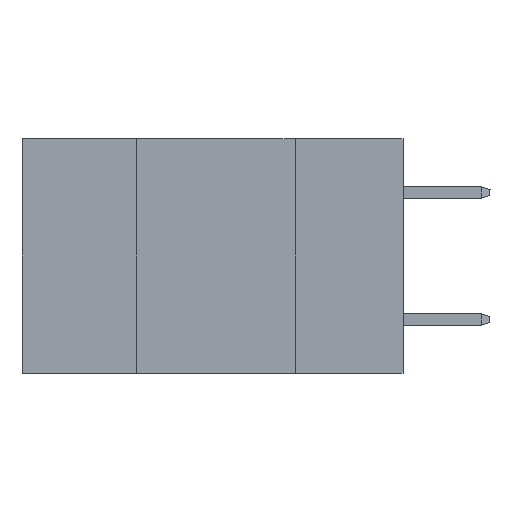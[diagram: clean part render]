
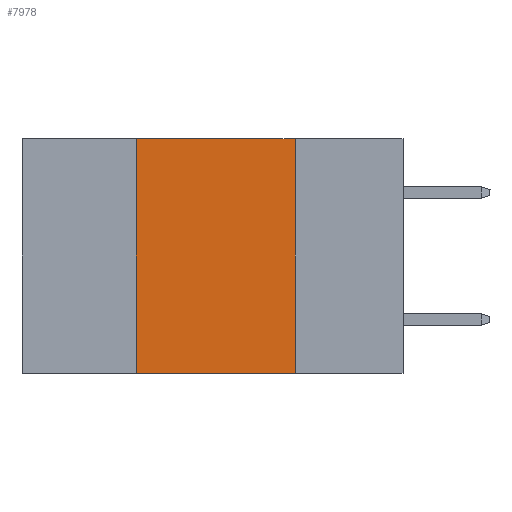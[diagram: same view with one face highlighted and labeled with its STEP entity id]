
A CAD part, left-side view. The second image highlights one B-rep face of the part: STEP entity #7978.
In plain terms, the highlighted planar face has unit normal (-1, 0, 0).
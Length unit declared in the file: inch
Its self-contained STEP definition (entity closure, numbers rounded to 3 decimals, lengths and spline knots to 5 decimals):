
#1070 = EDGE_CURVE ( 'NONE', #11243, #9016, #2665, .T. ) ;
#2134 = EDGE_CURVE ( 'NONE', #20439, #11243, #12968, .T. ) ;
#2665 = LINE ( 'NONE', #18934, #10247 ) ;
#3666 = EDGE_LOOP ( 'NONE', ( #3813, #9094, #4126, #19243 ) ) ;
#3713 = CARTESIAN_POINT ( 'NONE',  ( 0., 0.42, 0. ) ) ;
#3813 = ORIENTED_EDGE ( 'NONE', *, *, #1070, .F. ) ;
#3979 = FACE_OUTER_BOUND ( 'NONE', #3666, .T. ) ;
#4126 = ORIENTED_EDGE ( 'NONE', *, *, #15700, .F. ) ;
#4330 = CARTESIAN_POINT ( 'NONE',  ( 0., 0.42, 0. ) ) ;
#4778 = VECTOR ( 'NONE', #7397, 39.37008 ) ;
#7397 = DIRECTION ( 'NONE',  ( 0., -1., 0. ) ) ;
#7512 = CARTESIAN_POINT ( 'NONE',  ( 0., 0.6, 0. ) ) ;
#7755 = CARTESIAN_POINT ( 'NONE',  ( 0., 0.6, 0. ) ) ;
#7978 = ADVANCED_FACE ( 'NONE', ( #3979 ), #12850, .F. ) ;
#8009 = DIRECTION ( 'NONE',  ( 0., 0., -1. ) ) ;
#8175 = CARTESIAN_POINT ( 'NONE',  ( 0., 0.17, 0. ) ) ;
#9016 = VERTEX_POINT ( 'NONE', #10099 ) ;
#9094 = ORIENTED_EDGE ( 'NONE', *, *, #2134, .F. ) ;
#9578 = AXIS2_PLACEMENT_3D ( 'NONE', #7755, #22443, #20247 ) ;
#10099 = CARTESIAN_POINT ( 'NONE',  ( 0., 0.17, -0.37 ) ) ;
#10247 = VECTOR ( 'NONE', #8009, 39.37008 ) ;
#11243 = VERTEX_POINT ( 'NONE', #8175 ) ;
#11989 = LINE ( 'NONE', #4330, #18314 ) ;
#12850 = PLANE ( 'NONE',  #9578 ) ;
#12968 = LINE ( 'NONE', #7512, #4778 ) ;
#14844 = CARTESIAN_POINT ( 'NONE',  ( 0., 0.42, -0.37 ) ) ;
#15700 = EDGE_CURVE ( 'NONE', #17703, #20439, #11989, .T. ) ;
#16408 = EDGE_CURVE ( 'NONE', #17703, #9016, #20430, .T. ) ;
#17703 = VERTEX_POINT ( 'NONE', #14844 ) ;
#18314 = VECTOR ( 'NONE', #19386, 39.37008 ) ;
#18934 = CARTESIAN_POINT ( 'NONE',  ( 0., 0.17, 0. ) ) ;
#19243 = ORIENTED_EDGE ( 'NONE', *, *, #16408, .T. ) ;
#19386 = DIRECTION ( 'NONE',  ( 0., 0., 1. ) ) ;
#20186 = DIRECTION ( 'NONE',  ( 0., -1., 0. ) ) ;
#20247 = DIRECTION ( 'NONE',  ( 0., 0., -1. ) ) ;
#20430 = LINE ( 'NONE', #22129, #21057 ) ;
#20439 = VERTEX_POINT ( 'NONE', #3713 ) ;
#21057 = VECTOR ( 'NONE', #20186, 39.37008 ) ;
#22129 = CARTESIAN_POINT ( 'NONE',  ( 0., 0.6, -0.37 ) ) ;
#22443 = DIRECTION ( 'NONE',  ( 1., 0., 0. ) ) ;
